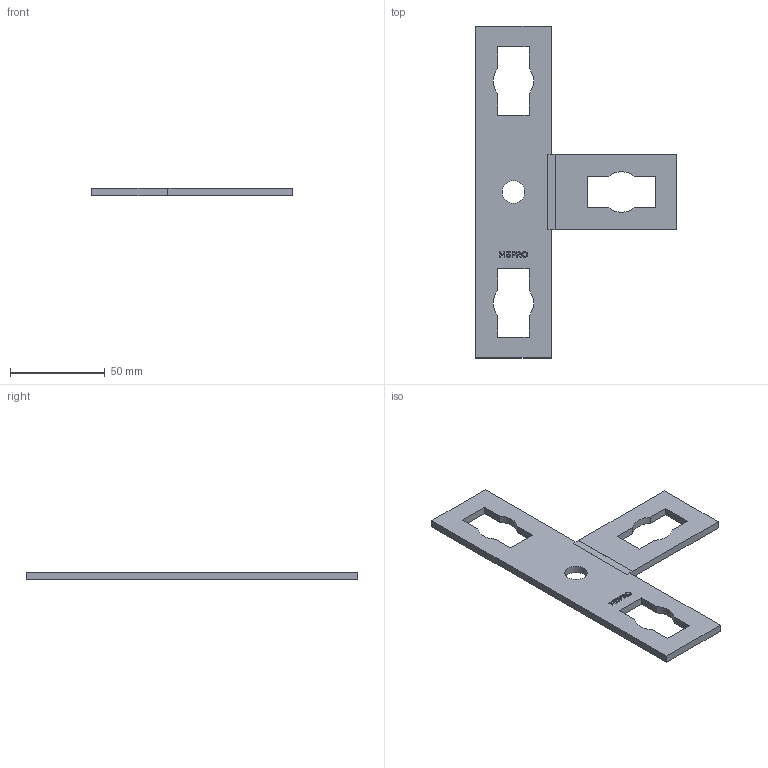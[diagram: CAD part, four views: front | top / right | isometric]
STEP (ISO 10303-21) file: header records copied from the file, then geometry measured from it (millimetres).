
FILE_DESCRIPTION((''),'2;1');
FILE_NAME('152313.stp','2013-04-09T14:54:38',('DMK009'),(''),'Autodesk Inventor 2012','Autodesk Inventor 2012','');
FILE_SCHEMA(('AUTOMOTIVE_DESIGN { 1 0 10303 214 1 1 1 1 }'));
Length unit declared in the file: millimetre
Products named in the file (1): 152313
Bounding box: 106 x 175 x 4 mm (x, y, z)
Volume: 30444.7 mm3; surface area: 18919.3 mm2
Topology: 1 solids, 1 shells, 134 faces, 364 edges, 242 vertices
Faces by surface type: plane 90, bspline 37, cylinder 7
Full cylindrical faces by diameter (mm): 12 x1
Entity records: 4654 total; most frequent: CARTESIAN_POINT 1329, ORIENTED_EDGE 726, DIRECTION 499, EDGE_CURVE 363, VECTOR 275, LINE 275, VERTEX_POINT 242, EDGE_LOOP 153
